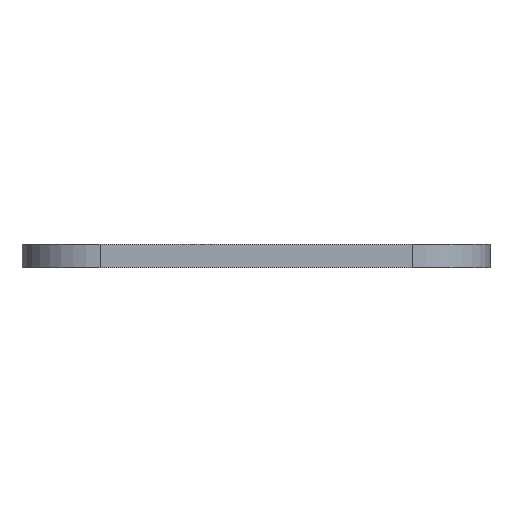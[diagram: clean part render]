
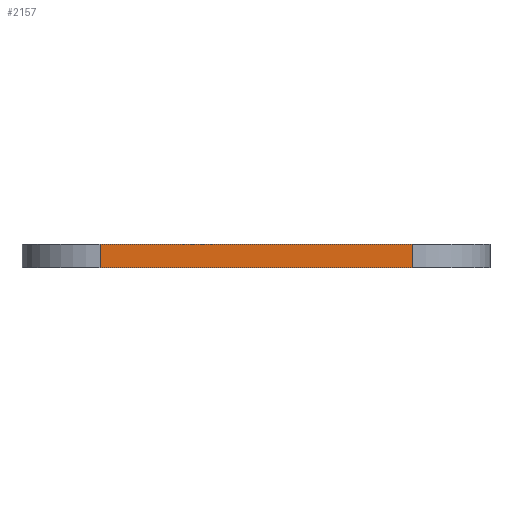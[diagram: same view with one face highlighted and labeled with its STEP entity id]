
A CAD part, front view. The second image highlights one B-rep face of the part: STEP entity #2157.
In plain terms, the highlighted planar face has unit normal (0, -1, 0).
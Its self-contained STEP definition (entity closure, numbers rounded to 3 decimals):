
#74=PLANE('',#2400);
#183=FACE_OUTER_BOUND('',#298,.T.);
#298=EDGE_LOOP('',(#1873,#1874,#1875,#1876));
#321=LINE('',#3134,#519);
#502=LINE('',#3694,#700);
#503=LINE('',#3697,#701);
#504=LINE('',#3698,#702);
#519=VECTOR('',#2479,10.);
#700=VECTOR('',#3050,10.);
#701=VECTOR('',#3053,10.);
#702=VECTOR('',#3054,10.);
#849=VERTEX_POINT('',#3131);
#850=VERTEX_POINT('',#3133);
#1034=VERTEX_POINT('',#3692);
#1035=VERTEX_POINT('',#3696);
#1068=EDGE_CURVE('',#850,#849,#321,.T.);
#1349=EDGE_CURVE('',#849,#1034,#502,.T.);
#1350=EDGE_CURVE('',#1035,#1034,#503,.T.);
#1351=EDGE_CURVE('',#850,#1035,#504,.T.);
#1873=ORIENTED_EDGE('',*,*,#1068,.T.);
#1874=ORIENTED_EDGE('',*,*,#1349,.T.);
#1875=ORIENTED_EDGE('',*,*,#1350,.F.);
#1876=ORIENTED_EDGE('',*,*,#1351,.F.);
#2157=ADVANCED_FACE('',(#183),#74,.T.);
#2400=AXIS2_PLACEMENT_3D('',#3695,#3051,#3052);
#2479=DIRECTION('',(1.,0.,0.));
#3050=DIRECTION('',(0.,0.,1.));
#3051=DIRECTION('center_axis',(0.,-1.,0.));
#3052=DIRECTION('ref_axis',(1.,0.,0.));
#3053=DIRECTION('',(1.,0.,0.));
#3054=DIRECTION('',(0.,0.,1.));
#3131=CARTESIAN_POINT('',(-40.,-240.,0.));
#3133=CARTESIAN_POINT('',(-200.,-240.,0.));
#3134=CARTESIAN_POINT('',(-200.,-240.,0.));
#3692=CARTESIAN_POINT('',(-40.,-240.,12.));
#3694=CARTESIAN_POINT('',(-40.,-240.,0.));
#3695=CARTESIAN_POINT('Origin',(-200.,-240.,0.));
#3696=CARTESIAN_POINT('',(-200.,-240.,12.));
#3697=CARTESIAN_POINT('',(-200.,-240.,12.));
#3698=CARTESIAN_POINT('',(-200.,-240.,0.));
